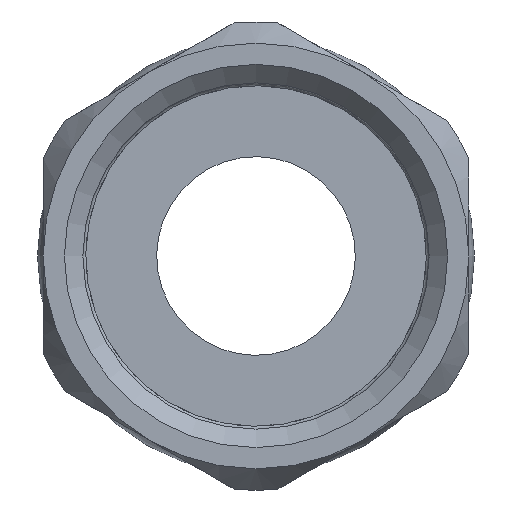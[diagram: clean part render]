
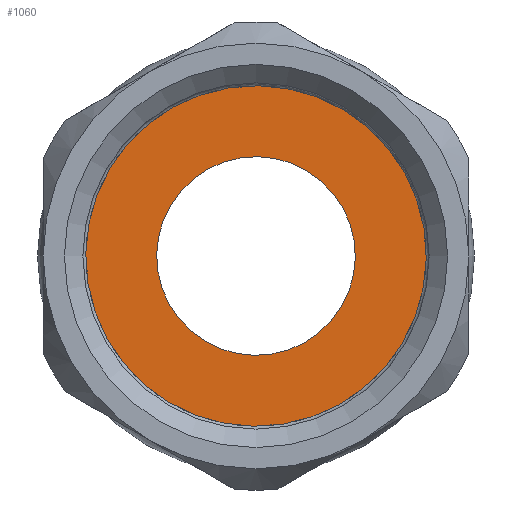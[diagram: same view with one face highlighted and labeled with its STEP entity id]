
A CAD part, left-side view. The second image highlights one B-rep face of the part: STEP entity #1060.
In plain terms, the highlighted planar face has unit normal (-1, 0, 0).
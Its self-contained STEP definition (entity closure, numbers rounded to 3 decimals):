
#41=FACE_BOUND('',#245,.T.);
#47=PLANE('',#1196);
#181=FACE_OUTER_BOUND('',#244,.T.);
#244=EDGE_LOOP('',(#805,#806));
#245=EDGE_LOOP('',(#807,#808));
#348=CIRCLE('',#1197,12.);
#349=CIRCLE('',#1198,12.);
#350=CIRCLE('',#1199,7.);
#351=CIRCLE('',#1200,7.);
#454=VERTEX_POINT('',#1811);
#455=VERTEX_POINT('',#1812);
#456=VERTEX_POINT('',#1815);
#457=VERTEX_POINT('',#1816);
#584=EDGE_CURVE('',#454,#455,#348,.T.);
#585=EDGE_CURVE('',#455,#454,#349,.T.);
#586=EDGE_CURVE('',#456,#457,#350,.T.);
#587=EDGE_CURVE('',#457,#456,#351,.T.);
#805=ORIENTED_EDGE('',*,*,#584,.F.);
#806=ORIENTED_EDGE('',*,*,#585,.F.);
#807=ORIENTED_EDGE('',*,*,#586,.T.);
#808=ORIENTED_EDGE('',*,*,#587,.T.);
#1060=ADVANCED_FACE('',(#181,#41),#47,.T.);
#1196=AXIS2_PLACEMENT_3D('',#1810,#1450,#1451);
#1197=AXIS2_PLACEMENT_3D('',#1813,#1452,#1453);
#1198=AXIS2_PLACEMENT_3D('',#1814,#1454,#1455);
#1199=AXIS2_PLACEMENT_3D('',#1817,#1456,#1457);
#1200=AXIS2_PLACEMENT_3D('',#1818,#1458,#1459);
#1450=DIRECTION('center_axis',(-1.,0.,0.));
#1451=DIRECTION('ref_axis',(0.,-0.653,0.757));
#1452=DIRECTION('center_axis',(1.,0.,0.));
#1453=DIRECTION('ref_axis',(0.,0.653,-0.757));
#1454=DIRECTION('center_axis',(1.,0.,0.));
#1455=DIRECTION('ref_axis',(0.,0.653,-0.757));
#1456=DIRECTION('center_axis',(1.,0.,0.));
#1457=DIRECTION('ref_axis',(0.,0.653,-0.757));
#1458=DIRECTION('center_axis',(1.,0.,0.));
#1459=DIRECTION('ref_axis',(0.,0.653,-0.757));
#1810=CARTESIAN_POINT('Origin',(-43.,6.207,-7.191));
#1811=CARTESIAN_POINT('',(-43.,7.841,-9.084));
#1812=CARTESIAN_POINT('',(-43.,-7.841,9.084));
#1813=CARTESIAN_POINT('Origin',(-43.,0.,0.));
#1814=CARTESIAN_POINT('Origin',(-43.,0.,0.));
#1815=CARTESIAN_POINT('',(-43.,4.574,-5.299));
#1816=CARTESIAN_POINT('',(-43.,-4.574,5.299));
#1817=CARTESIAN_POINT('Origin',(-43.,0.,0.));
#1818=CARTESIAN_POINT('Origin',(-43.,0.,0.));
